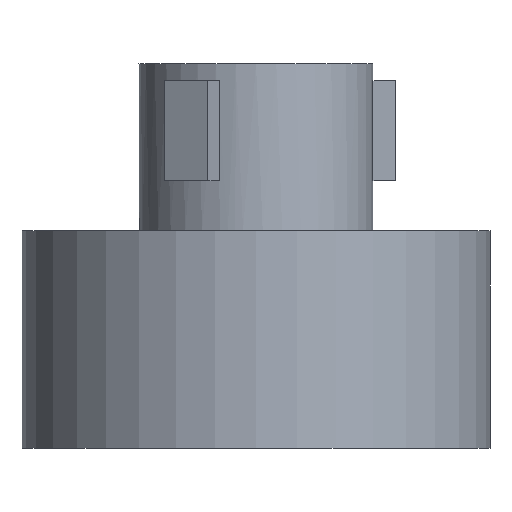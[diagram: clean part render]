
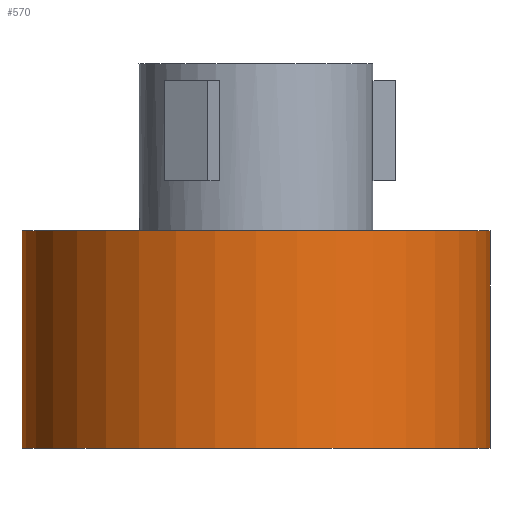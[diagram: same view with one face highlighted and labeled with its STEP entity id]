
A CAD part, front view. The second image highlights one B-rep face of the part: STEP entity #570.
In plain terms, the highlighted cylindrical face has radius 14 mm (diameter 28 mm), a full revolution.
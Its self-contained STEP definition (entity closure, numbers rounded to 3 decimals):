
#75 = PLANE('',#76);
#76 = AXIS2_PLACEMENT_3D('',#77,#78,#79);
#77 = CARTESIAN_POINT('',(0.,0.,-22.3)
  );
#78 = DIRECTION('',(0.,0.,1.));
#79 = DIRECTION('',(1.,0.,-0.));
#240 = EDGE_CURVE('',#241,#241,#243,.T.);
#241 = VERTEX_POINT('',#242);
#242 = CARTESIAN_POINT('',(14.,0.,-22.3));
#243 = SURFACE_CURVE('',#244,(#249,#256),.PCURVE_S1.);
#244 = CIRCLE('',#245,14.);
#245 = AXIS2_PLACEMENT_3D('',#246,#247,#248);
#246 = CARTESIAN_POINT('',(0.,0.,-22.3));
#247 = DIRECTION('',(0.,0.,1.));
#248 = DIRECTION('',(1.,0.,0.));
#249 = PCURVE('',#75,#250);
#250 = DEFINITIONAL_REPRESENTATION('',(#251),#255);
#251 = CIRCLE('',#252,14.);
#252 = AXIS2_PLACEMENT_2D('',#253,#254);
#253 = CARTESIAN_POINT('',(0.,0.));
#254 = DIRECTION('',(1.,0.));
#255 = ( GEOMETRIC_REPRESENTATION_CONTEXT(2) 
PARAMETRIC_REPRESENTATION_CONTEXT() REPRESENTATION_CONTEXT('2D SPACE',''
  ) );
#256 = PCURVE('',#257,#262);
#257 = CYLINDRICAL_SURFACE('',#258,14.);
#258 = AXIS2_PLACEMENT_3D('',#259,#260,#261);
#259 = CARTESIAN_POINT('',(0.,0.,-22.3));
#260 = DIRECTION('',(0.,0.,1.));
#261 = DIRECTION('',(1.,0.,0.));
#262 = DEFINITIONAL_REPRESENTATION('',(#263),#267);
#263 = LINE('',#264,#265);
#264 = CARTESIAN_POINT('',(0.,0.));
#265 = VECTOR('',#266,1.);
#266 = DIRECTION('',(1.,0.));
#267 = ( GEOMETRIC_REPRESENTATION_CONTEXT(2) 
PARAMETRIC_REPRESENTATION_CONTEXT() REPRESENTATION_CONTEXT('2D SPACE',''
  ) );
#570 = ADVANCED_FACE('',(#571),#257,.T.);
#571 = FACE_BOUND('',#572,.T.);
#572 = EDGE_LOOP('',(#573,#574,#597,#624));
#573 = ORIENTED_EDGE('',*,*,#240,.F.);
#574 = ORIENTED_EDGE('',*,*,#575,.T.);
#575 = EDGE_CURVE('',#241,#576,#578,.T.);
#576 = VERTEX_POINT('',#577);
#577 = CARTESIAN_POINT('',(14.,0.,-35.3));
#578 = SEAM_CURVE('',#579,(#583,#590),.PCURVE_S1.);
#579 = LINE('',#580,#581);
#580 = CARTESIAN_POINT('',(14.,0.,-22.3));
#581 = VECTOR('',#582,1.);
#582 = DIRECTION('',(0.,0.,-1.));
#583 = PCURVE('',#257,#584);
#584 = DEFINITIONAL_REPRESENTATION('',(#585),#589);
#585 = LINE('',#586,#587);
#586 = CARTESIAN_POINT('',(0.,0.));
#587 = VECTOR('',#588,1.);
#588 = DIRECTION('',(0.,-1.));
#589 = ( GEOMETRIC_REPRESENTATION_CONTEXT(2) 
PARAMETRIC_REPRESENTATION_CONTEXT() REPRESENTATION_CONTEXT('2D SPACE',''
  ) );
#590 = PCURVE('',#257,#591);
#591 = DEFINITIONAL_REPRESENTATION('',(#592),#596);
#592 = LINE('',#593,#594);
#593 = CARTESIAN_POINT('',(6.283,0.));
#594 = VECTOR('',#595,1.);
#595 = DIRECTION('',(0.,-1.));
#596 = ( GEOMETRIC_REPRESENTATION_CONTEXT(2) 
PARAMETRIC_REPRESENTATION_CONTEXT() REPRESENTATION_CONTEXT('2D SPACE',''
  ) );
#597 = ORIENTED_EDGE('',*,*,#598,.T.);
#598 = EDGE_CURVE('',#576,#576,#599,.T.);
#599 = SURFACE_CURVE('',#600,(#605,#612),.PCURVE_S1.);
#600 = CIRCLE('',#601,14.);
#601 = AXIS2_PLACEMENT_3D('',#602,#603,#604);
#602 = CARTESIAN_POINT('',(0.,0.,-35.3));
#603 = DIRECTION('',(0.,0.,1.));
#604 = DIRECTION('',(1.,0.,0.));
#605 = PCURVE('',#257,#606);
#606 = DEFINITIONAL_REPRESENTATION('',(#607),#611);
#607 = LINE('',#608,#609);
#608 = CARTESIAN_POINT('',(0.,-13.));
#609 = VECTOR('',#610,1.);
#610 = DIRECTION('',(1.,0.));
#611 = ( GEOMETRIC_REPRESENTATION_CONTEXT(2) 
PARAMETRIC_REPRESENTATION_CONTEXT() REPRESENTATION_CONTEXT('2D SPACE',''
  ) );
#612 = PCURVE('',#613,#618);
#613 = PLANE('',#614);
#614 = AXIS2_PLACEMENT_3D('',#615,#616,#617);
#615 = CARTESIAN_POINT('',(0.,0.,-35.3)
  );
#616 = DIRECTION('',(0.,0.,1.));
#617 = DIRECTION('',(1.,0.,-0.));
#618 = DEFINITIONAL_REPRESENTATION('',(#619),#623);
#619 = CIRCLE('',#620,14.);
#620 = AXIS2_PLACEMENT_2D('',#621,#622);
#621 = CARTESIAN_POINT('',(0.,0.));
#622 = DIRECTION('',(1.,0.));
#623 = ( GEOMETRIC_REPRESENTATION_CONTEXT(2) 
PARAMETRIC_REPRESENTATION_CONTEXT() REPRESENTATION_CONTEXT('2D SPACE',''
  ) );
#624 = ORIENTED_EDGE('',*,*,#575,.F.);
